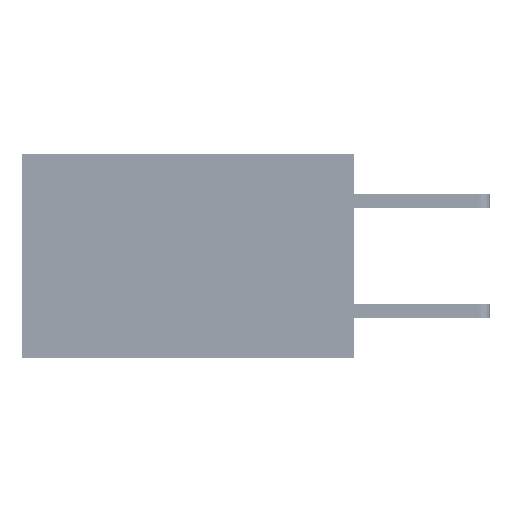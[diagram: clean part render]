
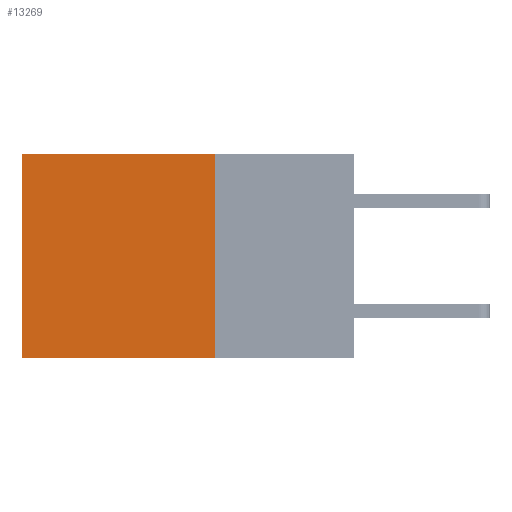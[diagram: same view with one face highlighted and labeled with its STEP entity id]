
A CAD part, left-side view. The second image highlights one B-rep face of the part: STEP entity #13269.
In plain terms, the highlighted planar face has unit normal (-1, 0, 0).
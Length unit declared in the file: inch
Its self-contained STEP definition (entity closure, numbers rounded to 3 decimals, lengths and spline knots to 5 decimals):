
#1752 = DIRECTION ( 'NONE',  ( 0., 0., -1. ) ) ;
#2390 = VERTEX_POINT ( 'NONE', #28357 ) ;
#3878 = CARTESIAN_POINT ( 'NONE',  ( 0.2875, 0.25, 0. ) ) ;
#5724 = CARTESIAN_POINT ( 'NONE',  ( 0.2875, 0.6, 0. ) ) ;
#5738 = ORIENTED_EDGE ( 'NONE', *, *, #33337, .T. ) ;
#6320 = LINE ( 'NONE', #7786, #33128 ) ;
#7786 = CARTESIAN_POINT ( 'NONE',  ( 0.2875, 0.25, 0. ) ) ;
#8285 = LINE ( 'NONE', #29449, #11374 ) ;
#8785 = EDGE_CURVE ( 'NONE', #33523, #2390, #8285, .T. ) ;
#10744 = ORIENTED_EDGE ( 'NONE', *, *, #28650, .T. ) ;
#11034 = CARTESIAN_POINT ( 'NONE',  ( 0.2875, 0.25, -0.37 ) ) ;
#11374 = VECTOR ( 'NONE', #21583, 39.37008 ) ;
#12095 = LINE ( 'NONE', #47205, #20781 ) ;
#13269 = ADVANCED_FACE ( 'NONE', ( #24104 ), #23739, .F. ) ;
#13994 = CARTESIAN_POINT ( 'NONE',  ( 0.2875, 0.25, 0. ) ) ;
#16062 = DIRECTION ( 'NONE',  ( 0., 0., -1. ) ) ;
#20781 = VECTOR ( 'NONE', #27015, 39.37008 ) ;
#21583 = DIRECTION ( 'NONE',  ( 0., 1., 0. ) ) ;
#23739 = PLANE ( 'NONE',  #25652 ) ;
#24104 = FACE_OUTER_BOUND ( 'NONE', #31673, .T. ) ;
#25652 = AXIS2_PLACEMENT_3D ( 'NONE', #3878, #27754, #16062 ) ;
#27015 = DIRECTION ( 'NONE',  ( 0., 0., -1. ) ) ;
#27754 = DIRECTION ( 'NONE',  ( 1., 0., 0. ) ) ;
#28000 = CARTESIAN_POINT ( 'NONE',  ( 0.2875, 0.25, 0. ) ) ;
#28357 = CARTESIAN_POINT ( 'NONE',  ( 0.2875, 0.6, -0.37 ) ) ;
#28650 = EDGE_CURVE ( 'NONE', #51145, #30347, #6320, .T. ) ;
#29449 = CARTESIAN_POINT ( 'NONE',  ( 0.2875, 0.25, -0.37 ) ) ;
#30347 = VERTEX_POINT ( 'NONE', #5724 ) ;
#31504 = DIRECTION ( 'NONE',  ( 0., 1., 0. ) ) ;
#31673 = EDGE_LOOP ( 'NONE', ( #5738, #35883, #33623, #10744 ) ) ;
#32228 = LINE ( 'NONE', #13994, #34702 ) ;
#33128 = VECTOR ( 'NONE', #31504, 39.37008 ) ;
#33337 = EDGE_CURVE ( 'NONE', #30347, #2390, #12095, .T. ) ;
#33523 = VERTEX_POINT ( 'NONE', #11034 ) ;
#33623 = ORIENTED_EDGE ( 'NONE', *, *, #50062, .F. ) ;
#34702 = VECTOR ( 'NONE', #1752, 39.37008 ) ;
#35883 = ORIENTED_EDGE ( 'NONE', *, *, #8785, .F. ) ;
#47205 = CARTESIAN_POINT ( 'NONE',  ( 0.2875, 0.6, 0. ) ) ;
#50062 = EDGE_CURVE ( 'NONE', #51145, #33523, #32228, .T. ) ;
#51145 = VERTEX_POINT ( 'NONE', #28000 ) ;
